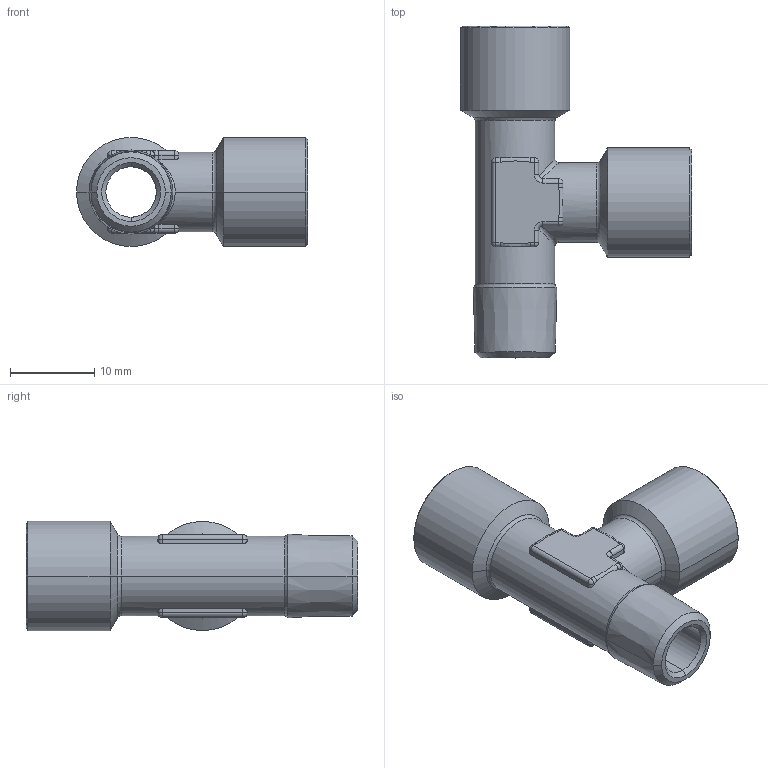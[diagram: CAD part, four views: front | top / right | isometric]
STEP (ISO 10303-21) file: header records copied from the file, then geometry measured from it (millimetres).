
FILE_DESCRIPTION (( 'STEP AP203' ), '1' );
FILE_NAME ('05150001.STEP', '2010-09-13T09:45:27', ( 'Flavio' ), ( '' ), 'SwSTEP 2.0', 'SolidWorks 2009', '' );
FILE_SCHEMA (( 'CONFIG_CONTROL_DESIGN' ));
Length unit declared in the file: millimetre
Products named in the file (1): 05150001
Bounding box: 27.5 x 39.5 x 13 mm (x, y, z)
Volume: 3137.6 mm3; surface area: 3365.8 mm2
Topology: 1 solids, 1 shells, 134 faces, 315 edges, 170 vertices
Faces by surface type: cylinder 55, plane 27, cone 22, sphere 12, torus 10, bspline 8
Entity records: 4620 total; most frequent: CARTESIAN_POINT 1582, DIRECTION 653, ORIENTED_EDGE 606, EDGE_CURVE 303, AXIS2_PLACEMENT_3D 263, VERTEX_POINT 170, EDGE_LOOP 137, CIRCLE 136
